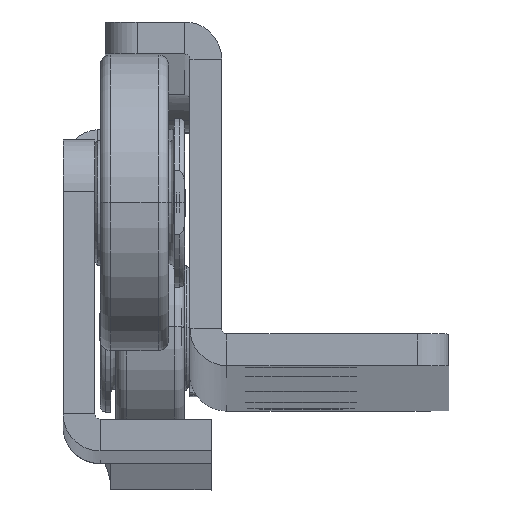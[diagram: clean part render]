
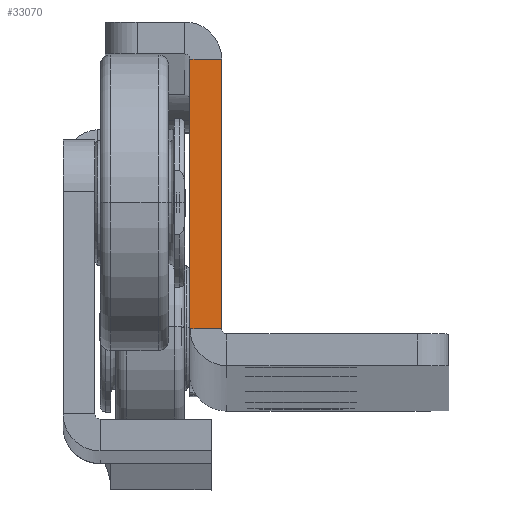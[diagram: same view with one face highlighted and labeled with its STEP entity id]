
A CAD part, top view. The second image highlights one B-rep face of the part: STEP entity #33070.
In plain terms, the highlighted face is planar.
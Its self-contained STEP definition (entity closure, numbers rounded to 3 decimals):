
#1681 = VERTEX_POINT ( 'NONE', #24700 ) ;
#1939 = EDGE_LOOP ( 'NONE', ( #46319, #6955, #23001, #45191 ) ) ;
#5528 = CARTESIAN_POINT ( 'NONE',  ( 3., -6., 700. ) ) ;
#6036 = LINE ( 'NONE', #39904, #18830 ) ;
#6955 = ORIENTED_EDGE ( 'NONE', *, *, #26266, .T. ) ;
#8924 = DIRECTION ( 'NONE',  ( 0., 0., -1. ) ) ;
#8985 = VERTEX_POINT ( 'NONE', #28208 ) ;
#9195 = EDGE_CURVE ( 'NONE', #29708, #1681, #23380, .T. ) ;
#9202 = FACE_OUTER_BOUND ( 'NONE', #1939, .T. ) ;
#12385 = VERTEX_POINT ( 'NONE', #5528 ) ;
#13361 = DIRECTION ( 'NONE',  ( -1., 0., 0. ) ) ;
#18590 = VECTOR ( 'NONE', #49260, 1000. ) ;
#18830 = VECTOR ( 'NONE', #27411, 1000. ) ;
#20362 = CARTESIAN_POINT ( 'NONE',  ( 0., 19.5, 700. ) ) ;
#22816 = LINE ( 'NONE', #23089, #18590 ) ;
#23001 = ORIENTED_EDGE ( 'NONE', *, *, #49466, .T. ) ;
#23089 = CARTESIAN_POINT ( 'NONE',  ( 3., -29., 700. ) ) ;
#23380 = LINE ( 'NONE', #28695, #33845 ) ;
#24700 = CARTESIAN_POINT ( 'NONE',  ( 0., -6., 700. ) ) ;
#25142 = CARTESIAN_POINT ( 'NONE',  ( 0., -6., 700. ) ) ;
#26266 = EDGE_CURVE ( 'NONE', #1681, #12385, #31879, .T. ) ;
#27411 = DIRECTION ( 'NONE',  ( -1., 0., 0. ) ) ;
#28143 = DIRECTION ( 'NONE',  ( 0., -1., 0. ) ) ;
#28208 = CARTESIAN_POINT ( 'NONE',  ( 3., 19.5, 700. ) ) ;
#28695 = CARTESIAN_POINT ( 'NONE',  ( 0., -29., 700. ) ) ;
#29708 = VERTEX_POINT ( 'NONE', #20362 ) ;
#30043 = PLANE ( 'NONE',  #46678 ) ;
#30590 = CARTESIAN_POINT ( 'NONE',  ( 0., 29., 700. ) ) ;
#31879 = LINE ( 'NONE', #25142, #37381 ) ;
#33070 = ADVANCED_FACE ( 'NONE', ( #9202 ), #30043, .F. ) ;
#33845 = VECTOR ( 'NONE', #28143, 1000. ) ;
#37381 = VECTOR ( 'NONE', #46267, 1000. ) ;
#39709 = EDGE_CURVE ( 'NONE', #8985, #29708, #6036, .T. ) ;
#39904 = CARTESIAN_POINT ( 'NONE',  ( 0., 19.5, 700. ) ) ;
#45191 = ORIENTED_EDGE ( 'NONE', *, *, #39709, .T. ) ;
#46267 = DIRECTION ( 'NONE',  ( 1., 0., 0. ) ) ;
#46319 = ORIENTED_EDGE ( 'NONE', *, *, #9195, .T. ) ;
#46678 = AXIS2_PLACEMENT_3D ( 'NONE', #30590, #8924, #13361 ) ;
#49260 = DIRECTION ( 'NONE',  ( 0., 1., 0. ) ) ;
#49466 = EDGE_CURVE ( 'NONE', #12385, #8985, #22816, .T. ) ;
